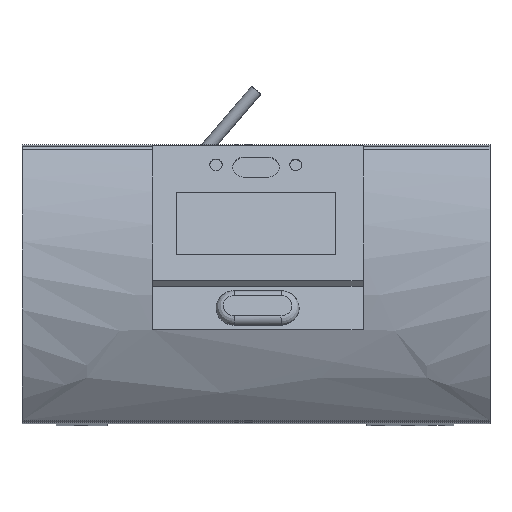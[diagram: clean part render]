
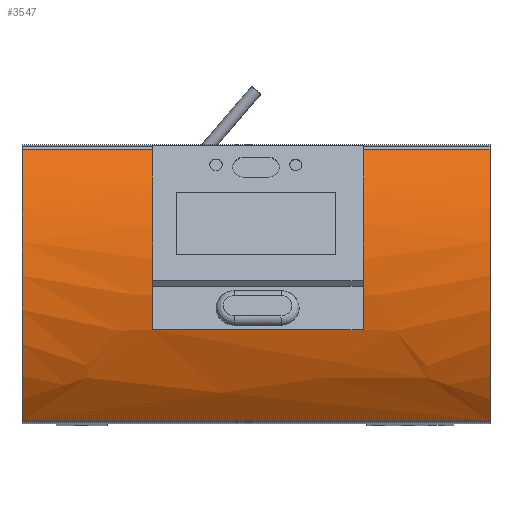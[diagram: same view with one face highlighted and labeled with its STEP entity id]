
A CAD part, top view. The second image highlights one B-rep face of the part: STEP entity #3547.
In plain terms, the highlighted free-form (B-spline) face has degree [3, 1] with [5, 2] control points.
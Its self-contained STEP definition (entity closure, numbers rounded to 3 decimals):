
#26 = LINE ( 'NONE', #3548, #5310 ) ;
#111 = B_SPLINE_CURVE_WITH_KNOTS ( 'NONE', 3,
 ( #10239, #4441, #9113, #946, #5694 ),
 .UNSPECIFIED., .F., .F.,
 ( 4, 1, 4 ),
 ( 0.347, 0.516, 1. ),
 .UNSPECIFIED. ) ;
#202 = B_SPLINE_CURVE_WITH_KNOTS ( 'NONE', 3,
 ( #4432, #8956, #13479, #9023, #1903 ),
 .UNSPECIFIED., .F., .F.,
 ( 4, 1, 4 ),
 ( 0., 0.484, 1. ),
 .UNSPECIFIED. ) ;
#204 = LINE ( 'NONE', #11875, #1429 ) ;
#553 = CARTESIAN_POINT ( 'NONE',  ( 129., 22.236, 25.228 ) ) ;
#710 = CARTESIAN_POINT ( 'NONE',  ( 129., 22.236, 25.228 ) ) ;
#720 = VERTEX_POINT ( 'NONE', #710 ) ;
#871 = B_SPLINE_SURFACE_WITH_KNOTS ( 'NONE', 3, 1, ( 
 ( #553, #4215 ),
 ( #12373, #10096 ),
 ( #9949, #14406 ),
 ( #5210, #11226 ),
 ( #12093, #3996 ) ),
 .UNSPECIFIED., .F., .F., .F.,
 ( 4, 1, 4 ),
 ( 2, 2 ),
 ( 0., 0.484, 1. ),
 ( 0., 1. ),
 .UNSPECIFIED. ) ;
#935 = CARTESIAN_POINT ( 'NONE',  ( 0., 22.236, 25.228 ) ) ;
#946 = CARTESIAN_POINT ( 'NONE',  ( 94., 12.041, 33.269 ) ) ;
#1214 = VERTEX_POINT ( 'NONE', #13005 ) ;
#1429 = VECTOR ( 'NONE', #1574, 1000. ) ;
#1574 = DIRECTION ( 'NONE',  ( -1., 0., 0. ) ) ;
#1903 = CARTESIAN_POINT ( 'NONE',  ( 129., -52.53, 24.861 ) ) ;
#1960 = EDGE_CURVE ( 'NONE', #1214, #4329, #9681, .T. ) ;
#2100 = EDGE_CURVE ( 'NONE', #720, #5788, #202, .T. ) ;
#2316 = CARTESIAN_POINT ( 'NONE',  ( 36., 22.236, 25.228 ) ) ;
#3117 = ORIENTED_EDGE ( 'NONE', *, *, #6717, .T. ) ;
#3421 = DIRECTION ( 'NONE',  ( -1., 0., 0. ) ) ;
#3547 = ADVANCED_FACE ( 'NONE', ( #7734 ), #871, .F. ) ;
#3548 = CARTESIAN_POINT ( 'NONE',  ( 129., -52.53, 24.861 ) ) ;
#3996 = CARTESIAN_POINT ( 'NONE',  ( 0., -52.53, 24.861 ) ) ;
#4215 = CARTESIAN_POINT ( 'NONE',  ( 0., 22.236, 25.228 ) ) ;
#4310 = LINE ( 'NONE', #11102, #13122 ) ;
#4329 = VERTEX_POINT ( 'NONE', #2316 ) ;
#4432 = CARTESIAN_POINT ( 'NONE',  ( 129., 22.236, 25.228 ) ) ;
#4441 = CARTESIAN_POINT ( 'NONE',  ( 94., -23.023, 37.631 ) ) ;
#4458 = CARTESIAN_POINT ( 'NONE',  ( 0., -14.636, 42.668 ) ) ;
#4534 = CARTESIAN_POINT ( 'NONE',  ( 0., -41.808, 33.513 ) ) ;
#4577 = LINE ( 'NONE', #13827, #5319 ) ;
#4813 = VERTEX_POINT ( 'NONE', #10154 ) ;
#4878 = CARTESIAN_POINT ( 'NONE',  ( 94., -27.476, 36.678 ) ) ;
#5210 = CARTESIAN_POINT ( 'NONE',  ( 129., -41.808, 33.513 ) ) ;
#5310 = VECTOR ( 'NONE', #9122, 1000. ) ;
#5319 = VECTOR ( 'NONE', #3421, 1000. ) ;
#5537 = ORIENTED_EDGE ( 'NONE', *, *, #6188, .T. ) ;
#5694 = CARTESIAN_POINT ( 'NONE',  ( 94., 22.236, 25.228 ) ) ;
#5761 = CARTESIAN_POINT ( 'NONE',  ( 0., -52.53, 24.861 ) ) ;
#5788 = VERTEX_POINT ( 'NONE', #15024 ) ;
#5896 = EDGE_CURVE ( 'NONE', #5788, #4813, #26, .T. ) ;
#5983 = EDGE_CURVE ( 'NONE', #6969, #4813, #14935, .T. ) ;
#6188 = EDGE_CURVE ( 'NONE', #13523, #1214, #4577, .T. ) ;
#6390 = DIRECTION ( 'NONE',  ( -1., 0., 0. ) ) ;
#6551 = ORIENTED_EDGE ( 'NONE', *, *, #1960, .T. ) ;
#6589 = ORIENTED_EDGE ( 'NONE', *, *, #2100, .F. ) ;
#6717 = EDGE_CURVE ( 'NONE', #4329, #6969, #204, .T. ) ;
#6837 = EDGE_CURVE ( 'NONE', #720, #11286, #4310, .T. ) ;
#6969 = VERTEX_POINT ( 'NONE', #10260 ) ;
#7734 = FACE_OUTER_BOUND ( 'NONE', #14680, .T. ) ;
#7884 = CARTESIAN_POINT ( 'NONE',  ( 36., 12.041, 33.269 ) ) ;
#8700 = ORIENTED_EDGE ( 'NONE', *, *, #6837, .T. ) ;
#8868 = CARTESIAN_POINT ( 'NONE',  ( 36., -27.476, 36.678 ) ) ;
#8956 = CARTESIAN_POINT ( 'NONE',  ( 129., 12.041, 33.269 ) ) ;
#9013 = ORIENTED_EDGE ( 'NONE', *, *, #11024, .F. ) ;
#9023 = CARTESIAN_POINT ( 'NONE',  ( 129., -41.808, 33.513 ) ) ;
#9113 = CARTESIAN_POINT ( 'NONE',  ( 94., -5.386, 39.409 ) ) ;
#9122 = DIRECTION ( 'NONE',  ( -1., 0., 0. ) ) ;
#9681 = B_SPLINE_CURVE_WITH_KNOTS ( 'NONE', 3,
 ( #8868, #13771, #12515, #7884, #10157 ),
 .UNSPECIFIED., .F., .F.,
 ( 4, 1, 4 ),
 ( 0.347, 0.516, 1. ),
 .UNSPECIFIED. ) ;
#9949 = CARTESIAN_POINT ( 'NONE',  ( 129., -14.636, 42.668 ) ) ;
#10096 = CARTESIAN_POINT ( 'NONE',  ( 0., 12.041, 33.269 ) ) ;
#10154 = CARTESIAN_POINT ( 'NONE',  ( 0., -52.53, 24.861 ) ) ;
#10157 = CARTESIAN_POINT ( 'NONE',  ( 36., 22.236, 25.228 ) ) ;
#10239 = CARTESIAN_POINT ( 'NONE',  ( 94., -27.476, 36.678 ) ) ;
#10258 = CARTESIAN_POINT ( 'NONE',  ( 0., 12.041, 33.269 ) ) ;
#10260 = CARTESIAN_POINT ( 'NONE',  ( 0., 22.236, 25.228 ) ) ;
#11024 = EDGE_CURVE ( 'NONE', #13523, #11286, #111, .T. ) ;
#11102 = CARTESIAN_POINT ( 'NONE',  ( 129., 22.236, 25.228 ) ) ;
#11226 = CARTESIAN_POINT ( 'NONE',  ( 0., -41.808, 33.513 ) ) ;
#11286 = VERTEX_POINT ( 'NONE', #14771 ) ;
#11875 = CARTESIAN_POINT ( 'NONE',  ( 129., 22.236, 25.228 ) ) ;
#12093 = CARTESIAN_POINT ( 'NONE',  ( 129., -52.53, 24.861 ) ) ;
#12373 = CARTESIAN_POINT ( 'NONE',  ( 129., 12.041, 33.269 ) ) ;
#12515 = CARTESIAN_POINT ( 'NONE',  ( 36., -5.386, 39.409 ) ) ;
#13005 = CARTESIAN_POINT ( 'NONE',  ( 36., -27.476, 36.678 ) ) ;
#13122 = VECTOR ( 'NONE', #6390, 1000. ) ;
#13236 = ORIENTED_EDGE ( 'NONE', *, *, #5896, .F. ) ;
#13479 = CARTESIAN_POINT ( 'NONE',  ( 129., -14.636, 42.668 ) ) ;
#13523 = VERTEX_POINT ( 'NONE', #4878 ) ;
#13543 = ORIENTED_EDGE ( 'NONE', *, *, #5983, .T. ) ;
#13771 = CARTESIAN_POINT ( 'NONE',  ( 36., -23.023, 37.631 ) ) ;
#13827 = CARTESIAN_POINT ( 'NONE',  ( 129., -27.476, 36.678 ) ) ;
#14406 = CARTESIAN_POINT ( 'NONE',  ( 0., -14.636, 42.668 ) ) ;
#14680 = EDGE_LOOP ( 'NONE', ( #5537, #6551, #3117, #13543, #13236, #6589, #8700, #9013 ) ) ;
#14771 = CARTESIAN_POINT ( 'NONE',  ( 94., 22.236, 25.228 ) ) ;
#14935 = B_SPLINE_CURVE_WITH_KNOTS ( 'NONE', 3,
 ( #935, #10258, #4458, #4534, #5761 ),
 .UNSPECIFIED., .F., .F.,
 ( 4, 1, 4 ),
 ( 0., 0.484, 1. ),
 .UNSPECIFIED. ) ;
#15024 = CARTESIAN_POINT ( 'NONE',  ( 129., -52.53, 24.861 ) ) ;
